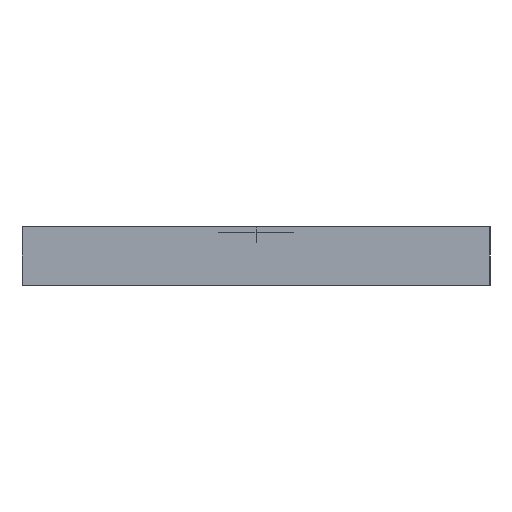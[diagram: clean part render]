
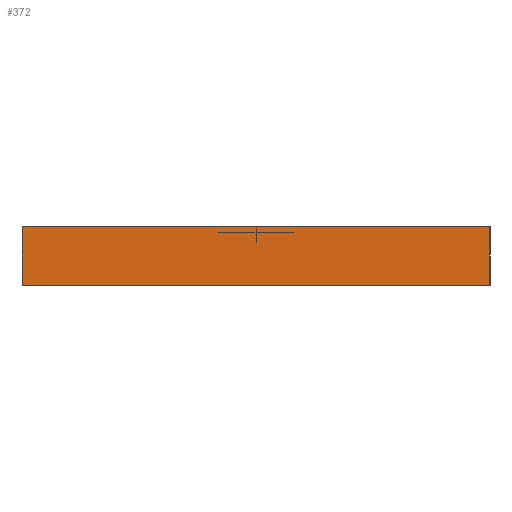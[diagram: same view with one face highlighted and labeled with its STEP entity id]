
A CAD part, left-side view. The second image highlights one B-rep face of the part: STEP entity #372.
In plain terms, the highlighted planar face has unit normal (-1, 0, 0).
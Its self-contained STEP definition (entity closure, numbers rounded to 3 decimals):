
#15 = CARTESIAN_POINT ( 'NONE',  ( -65., -13.8, 0. ) ) ;
#20 = CARTESIAN_POINT ( 'NONE',  ( -65., 10.2, 0. ) ) ;
#64 = LINE ( 'NONE', #259, #234 ) ;
#94 = DIRECTION ( 'NONE',  ( 0., 1., 0. ) ) ;
#121 = VECTOR ( 'NONE', #1101, 1000. ) ;
#234 = VECTOR ( 'NONE', #999, 1000. ) ;
#256 = EDGE_CURVE ( 'NONE', #1226, #588, #774, .T. ) ;
#259 = CARTESIAN_POINT ( 'NONE',  ( -65., 10.2, 0. ) ) ;
#324 = EDGE_CURVE ( 'NONE', #588, #875, #64, .T. ) ;
#342 = EDGE_LOOP ( 'NONE', ( #345, #695, #981, #1238 ) ) ;
#345 = ORIENTED_EDGE ( 'NONE', *, *, #324, .T. ) ;
#346 = EDGE_CURVE ( 'NONE', #1226, #852, #611, .T. ) ;
#372 = ADVANCED_FACE ( 'NONE', ( #646 ), #992, .F. ) ;
#426 = CARTESIAN_POINT ( 'NONE',  ( -65., 10.2, 3. ) ) ;
#428 = CARTESIAN_POINT ( 'NONE',  ( -65., -13.8, 3. ) ) ;
#500 = DIRECTION ( 'NONE',  ( 1., 0., 0. ) ) ;
#588 = VERTEX_POINT ( 'NONE', #20 ) ;
#601 = CARTESIAN_POINT ( 'NONE',  ( -65., 10.2, 3. ) ) ;
#611 = LINE ( 'NONE', #702, #121 ) ;
#646 = FACE_OUTER_BOUND ( 'NONE', #342, .T. ) ;
#695 = ORIENTED_EDGE ( 'NONE', *, *, #858, .F. ) ;
#702 = CARTESIAN_POINT ( 'NONE',  ( -65., 10.2, 3. ) ) ;
#774 = LINE ( 'NONE', #601, #1272 ) ;
#789 = DIRECTION ( 'NONE',  ( 0., 0., -1. ) ) ;
#841 = CARTESIAN_POINT ( 'NONE',  ( -65., -13.8, 3. ) ) ;
#852 = VERTEX_POINT ( 'NONE', #841 ) ;
#855 = VECTOR ( 'NONE', #1150, 1000. ) ;
#858 = EDGE_CURVE ( 'NONE', #852, #875, #1164, .T. ) ;
#875 = VERTEX_POINT ( 'NONE', #15 ) ;
#930 = CARTESIAN_POINT ( 'NONE',  ( -65., 10.2, 3. ) ) ;
#981 = ORIENTED_EDGE ( 'NONE', *, *, #346, .F. ) ;
#992 = PLANE ( 'NONE',  #1172 ) ;
#999 = DIRECTION ( 'NONE',  ( 0., -1., 0. ) ) ;
#1101 = DIRECTION ( 'NONE',  ( 0., -1., 0. ) ) ;
#1150 = DIRECTION ( 'NONE',  ( 0., 0., -1. ) ) ;
#1164 = LINE ( 'NONE', #428, #855 ) ;
#1172 = AXIS2_PLACEMENT_3D ( 'NONE', #930, #500, #94 ) ;
#1226 = VERTEX_POINT ( 'NONE', #426 ) ;
#1238 = ORIENTED_EDGE ( 'NONE', *, *, #256, .T. ) ;
#1272 = VECTOR ( 'NONE', #789, 1000. ) ;
